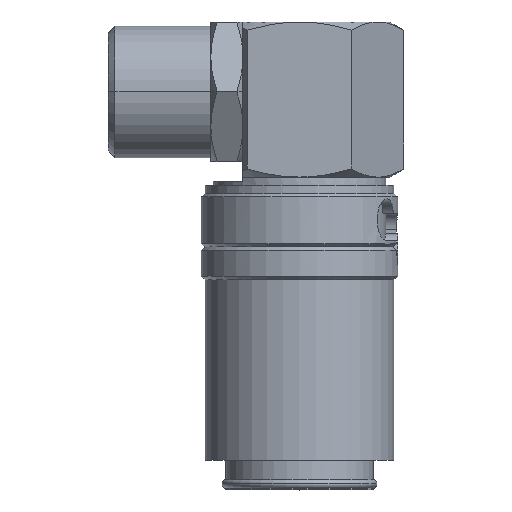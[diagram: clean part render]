
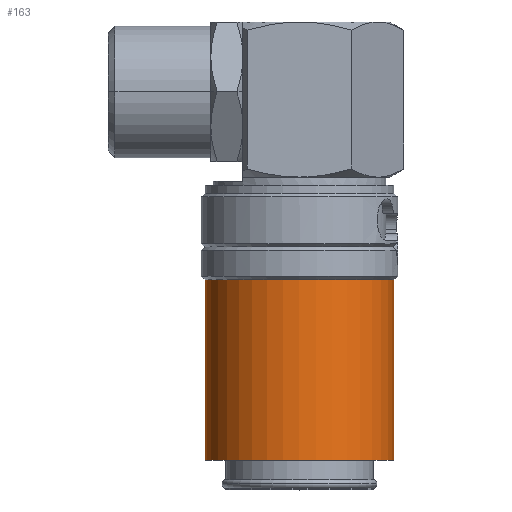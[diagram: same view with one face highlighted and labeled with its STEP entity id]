
A CAD part, top view. The second image highlights one B-rep face of the part: STEP entity #163.
In plain terms, the highlighted cylindrical face has radius 11.5 mm (diameter 23 mm), a partial arc.
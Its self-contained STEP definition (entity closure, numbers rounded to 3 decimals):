
#163=ADVANCED_FACE('',(#407),#408,.T.);
#407=FACE_OUTER_BOUND('',#736,.T.);
#408=CYLINDRICAL_SURFACE('',#737,11.5);
#736=EDGE_LOOP('',(#1154,#1155,#1156,#1157));
#737=AXIS2_PLACEMENT_3D('',#1158,#1159,#1160);
#1154=ORIENTED_EDGE('',*,*,#2000,.T.);
#1155=ORIENTED_EDGE('',*,*,#2012,.F.);
#1156=ORIENTED_EDGE('',*,*,#2002,.T.);
#1157=ORIENTED_EDGE('',*,*,#2013,.T.);
#1158=CARTESIAN_POINT('',(0.0,14.6,0.0));
#1159=DIRECTION('',(-0.0,1.0,0.0));
#1160=DIRECTION('',(1.0,0.0,0.0));
#2000=EDGE_CURVE('',#2408,#2409,#2410,.T.);
#2002=EDGE_CURVE('',#2413,#2411,#2414,.T.);
#2012=EDGE_CURVE('',#2413,#2409,#2430,.T.);
#2013=EDGE_CURVE('',#2411,#2408,#2431,.T.);
#2408=VERTEX_POINT('',#3430);
#2409=VERTEX_POINT('',#3431);
#2410=LINE('',#3432,#3433);
#2411=VERTEX_POINT('',#3434);
#2413=VERTEX_POINT('',#3436);
#2414=LINE('',#3437,#3438);
#2430=CIRCLE('',#3502,11.5);
#2431=CIRCLE('',#3503,11.5);
#3430=CARTESIAN_POINT('',(11.5,3.6,0.0));
#3431=CARTESIAN_POINT('',(11.5,25.6,0.0));
#3432=CARTESIAN_POINT('',(11.5,14.6,0.));
#3433=VECTOR('',#4519,1.0);
#3434=CARTESIAN_POINT('',(-11.5,3.6,0.));
#3436=CARTESIAN_POINT('',(-11.5,25.6,0.));
#3437=CARTESIAN_POINT('',(-11.5,14.6,0.));
#3438=VECTOR('',#4523,1.0);
#3502=AXIS2_PLACEMENT_3D('',#4536,#4537,#4538);
#3503=AXIS2_PLACEMENT_3D('',#4539,#4540,#4541);
#4519=DIRECTION('',(0.0,1.0,0.0));
#4523=DIRECTION('',(-0.0,-1.0,-0.0));
#4536=CARTESIAN_POINT('',(0.0,25.6,0.0));
#4537=DIRECTION('',(-0.0,1.0,0.0));
#4538=DIRECTION('',(1.0,0.0,0.0));
#4539=CARTESIAN_POINT('',(0.0,3.6,0.0));
#4540=DIRECTION('',(-0.0,1.0,0.0));
#4541=DIRECTION('',(1.0,0.0,0.0));
